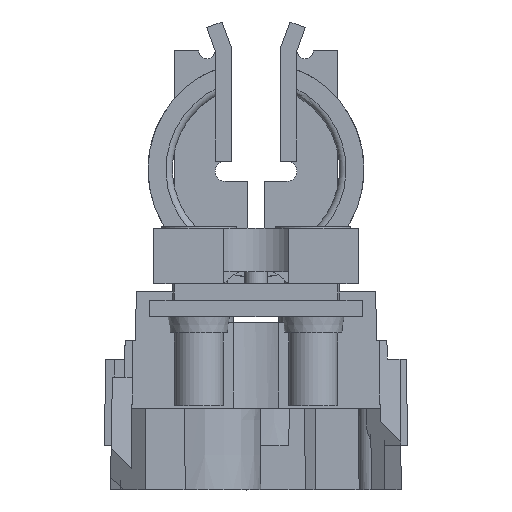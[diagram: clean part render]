
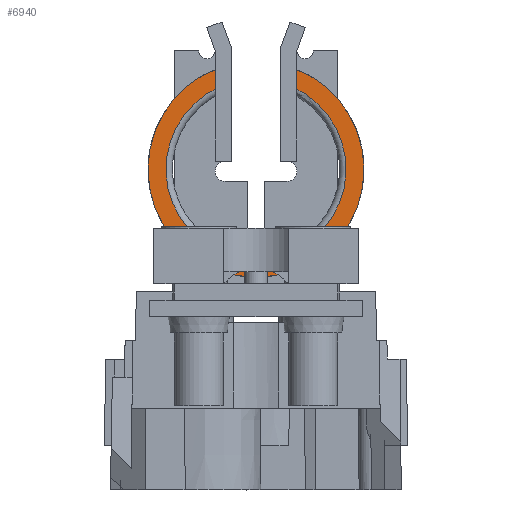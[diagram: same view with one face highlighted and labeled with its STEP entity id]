
A CAD part, front view. The second image highlights one B-rep face of the part: STEP entity #6940.
In plain terms, the highlighted planar face has unit normal (0, -1, 0).
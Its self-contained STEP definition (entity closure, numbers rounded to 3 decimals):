
#5979=FACE_OUTER_BOUND('',#9429,.T.);
#6940=ADVANCED_FACE('',(#5979),#7900,.F.);
#7900=PLANE('',#26039);
#8612=CIRCLE('',#26032,11.);
#8615=CIRCLE('',#26037,13.2);
#9429=EDGE_LOOP('',(#11802,#11803,#11804,#11805));
#11802=ORIENTED_EDGE('',*,*,#18437,.F.);
#11803=ORIENTED_EDGE('',*,*,#18362,.F.);
#11804=ORIENTED_EDGE('',*,*,#18434,.T.);
#11805=ORIENTED_EDGE('',*,*,#18264,.F.);
#16268=VERTEX_POINT('',#34461);
#16269=VERTEX_POINT('',#34462);
#16343=VERTEX_POINT('',#34840);
#16344=VERTEX_POINT('',#34842);
#18264=EDGE_CURVE('',#16268,#16269,#20884,.T.);
#18362=EDGE_CURVE('',#16343,#16344,#20961,.T.);
#18434=EDGE_CURVE('',#16343,#16269,#8612,.T.);
#18437=EDGE_CURVE('',#16344,#16268,#8615,.T.);
#20884=LINE('',#34460,#22937);
#20961=LINE('',#34841,#23014);
#22937=VECTOR('',#28230,1.);
#23014=VECTOR('',#28383,1.);
#26032=AXIS2_PLACEMENT_3D('',#34992,#28555,#28556);
#26037=AXIS2_PLACEMENT_3D('',#34997,#28565,#28566);
#26039=AXIS2_PLACEMENT_3D('',#34999,#28569,#28570);
#28230=DIRECTION('',(0.,0.,-1.));
#28383=DIRECTION('',(0.,0.,1.));
#28555=DIRECTION('',(0.,1.,0.));
#28556=DIRECTION('',(0.409,0.,0.912));
#28565=DIRECTION('',(0.,1.,0.));
#28566=DIRECTION('',(-1.,0.,0.));
#28569=DIRECTION('',(0.,1.,0.));
#28570=DIRECTION('',(-1.,0.,0.));
#34460=CARTESIAN_POINT('',(14.,27.4,51.609));
#34461=CARTESIAN_POINT('',(14.,27.4,51.609));
#34462=CARTESIAN_POINT('',(14.,27.4,49.237));
#34840=CARTESIAN_POINT('',(23.,27.4,49.237));
#34841=CARTESIAN_POINT('',(23.,27.4,49.237));
#34842=CARTESIAN_POINT('',(23.,27.4,51.609));
#34992=CARTESIAN_POINT('',(18.5,27.4,39.2));
#34997=CARTESIAN_POINT('',(18.5,27.4,39.2));
#34999=CARTESIAN_POINT('',(18.5,27.4,39.2));
